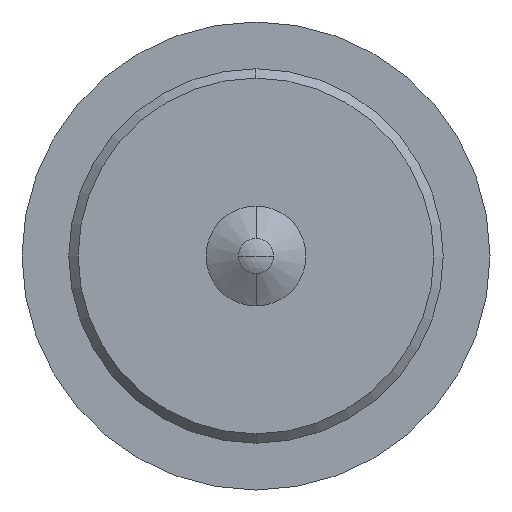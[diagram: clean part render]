
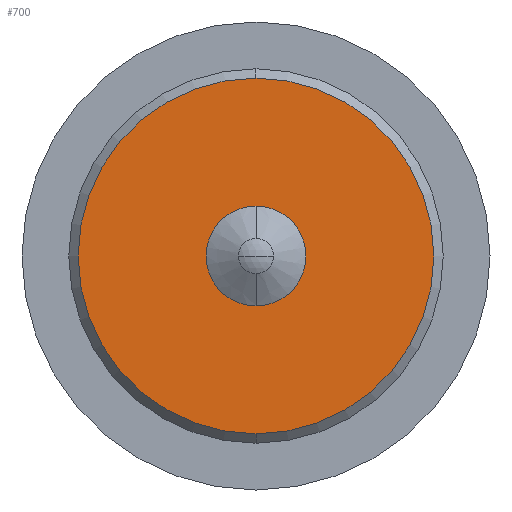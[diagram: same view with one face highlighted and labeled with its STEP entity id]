
A CAD part, left-side view. The second image highlights one B-rep face of the part: STEP entity #700.
In plain terms, the highlighted planar face has unit normal (-1, 0, 0).
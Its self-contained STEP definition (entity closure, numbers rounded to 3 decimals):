
#16 = EDGE_LOOP ( 'NONE', ( #366, #830 ) ) ;
#34 = AXIS2_PLACEMENT_3D ( 'NONE', #191, #419, #849 ) ;
#63 = AXIS2_PLACEMENT_3D ( 'NONE', #623, #800, #70 ) ;
#70 = DIRECTION ( 'NONE',  ( 0., 0., -1. ) ) ;
#89 = CIRCLE ( 'NONE', #988, 1.067 ) ;
#191 = CARTESIAN_POINT ( 'NONE',  ( 0.5, 0., 0. ) ) ;
#196 = DIRECTION ( 'NONE',  ( 1., 0., 0. ) ) ;
#269 = EDGE_CURVE ( 'NONE', #650, #978, #840, .T. ) ;
#293 = EDGE_CURVE ( 'NONE', #978, #650, #89, .T. ) ;
#348 = VERTEX_POINT ( 'NONE', #573 ) ;
#356 = DIRECTION ( 'NONE',  ( 1., 0., 0. ) ) ;
#366 = ORIENTED_EDGE ( 'NONE', *, *, #933, .F. ) ;
#375 = CARTESIAN_POINT ( 'NONE',  ( 0.5, 3.8, 0. ) ) ;
#419 = DIRECTION ( 'NONE',  ( 1., 0., 0. ) ) ;
#434 = AXIS2_PLACEMENT_3D ( 'NONE', #375, #963, #804 ) ;
#446 = EDGE_CURVE ( 'NONE', #1021, #348, #579, .T. ) ;
#527 = CARTESIAN_POINT ( 'NONE',  ( 0.5, 0., -1.067 ) ) ;
#573 = CARTESIAN_POINT ( 'NONE',  ( 0.5, 0., -3.8 ) ) ;
#579 = CIRCLE ( 'NONE', #962, 3.8 ) ;
#604 = ORIENTED_EDGE ( 'NONE', *, *, #293, .T. ) ;
#623 = CARTESIAN_POINT ( 'NONE',  ( 0.5, 0., 0. ) ) ;
#650 = VERTEX_POINT ( 'NONE', #527 ) ;
#675 = DIRECTION ( 'NONE',  ( 0., 0., -1. ) ) ;
#678 = ORIENTED_EDGE ( 'NONE', *, *, #269, .T. ) ;
#700 = ADVANCED_FACE ( 'NONE', ( #937, #836 ), #1057, .T. ) ;
#800 = DIRECTION ( 'NONE',  ( 1., 0., 0. ) ) ;
#804 = DIRECTION ( 'NONE',  ( 0., 0., 1. ) ) ;
#817 = CARTESIAN_POINT ( 'NONE',  ( 0.5, 0., 1.067 ) ) ;
#830 = ORIENTED_EDGE ( 'NONE', *, *, #446, .F. ) ;
#836 = FACE_OUTER_BOUND ( 'NONE', #16, .T. ) ;
#840 = CIRCLE ( 'NONE', #34, 1.067 ) ;
#849 = DIRECTION ( 'NONE',  ( 0., 0., -1. ) ) ;
#850 = CARTESIAN_POINT ( 'NONE',  ( 0.5, 0., 0. ) ) ;
#878 = EDGE_LOOP ( 'NONE', ( #678, #604 ) ) ;
#928 = CARTESIAN_POINT ( 'NONE',  ( 0.5, 0., 3.8 ) ) ;
#933 = EDGE_CURVE ( 'NONE', #348, #1021, #984, .T. ) ;
#937 = FACE_BOUND ( 'NONE', #878, .T. ) ;
#938 = DIRECTION ( 'NONE',  ( 0., 0., -1. ) ) ;
#962 = AXIS2_PLACEMENT_3D ( 'NONE', #850, #356, #938 ) ;
#963 = DIRECTION ( 'NONE',  ( -1., 0., 0. ) ) ;
#978 = VERTEX_POINT ( 'NONE', #817 ) ;
#984 = CIRCLE ( 'NONE', #63, 3.8 ) ;
#988 = AXIS2_PLACEMENT_3D ( 'NONE', #1017, #196, #675 ) ;
#1017 = CARTESIAN_POINT ( 'NONE',  ( 0.5, 0., 0. ) ) ;
#1021 = VERTEX_POINT ( 'NONE', #928 ) ;
#1057 = PLANE ( 'NONE',  #434 ) ;
